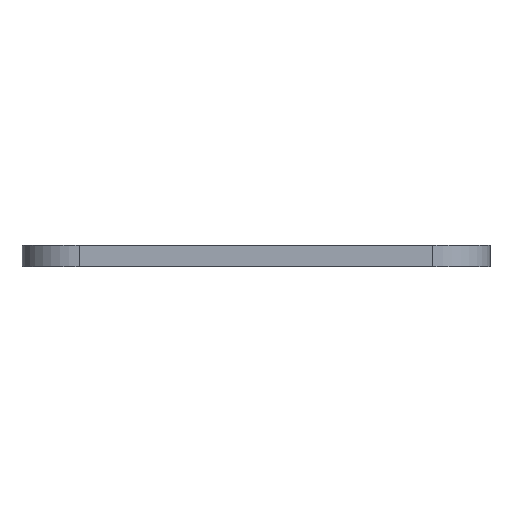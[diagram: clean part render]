
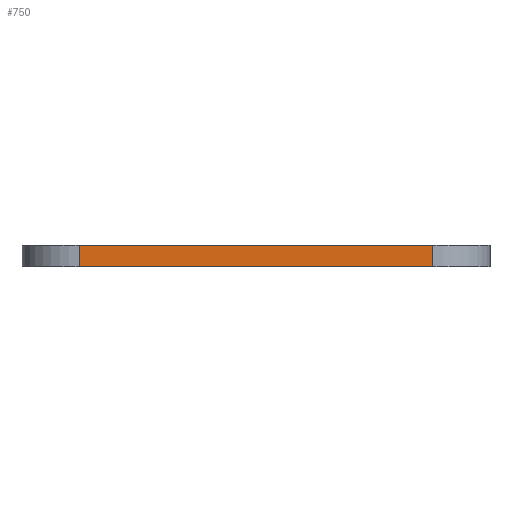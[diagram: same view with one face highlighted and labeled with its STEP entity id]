
A CAD part, left-side view. The second image highlights one B-rep face of the part: STEP entity #750.
In plain terms, the highlighted planar face has unit normal (-1, 0, 0).
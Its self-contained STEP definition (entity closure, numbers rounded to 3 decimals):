
#50=PLANE('',#842);
#86=FACE_OUTER_BOUND('',#129,.T.);
#129=EDGE_LOOP('',(#663,#664,#665,#666));
#200=LINE('',#1251,#270);
#205=LINE('',#1266,#275);
#206=LINE('',#1270,#276);
#207=LINE('',#1272,#277);
#270=VECTOR('',#1030,10.);
#275=VECTOR('',#1047,10.);
#276=VECTOR('',#1052,10.);
#277=VECTOR('',#1055,10.);
#380=VERTEX_POINT('',#1248);
#381=VERTEX_POINT('',#1250);
#385=VERTEX_POINT('',#1264);
#386=VERTEX_POINT('',#1268);
#480=EDGE_CURVE('',#381,#380,#200,.T.);
#488=EDGE_CURVE('',#385,#380,#205,.T.);
#490=EDGE_CURVE('',#381,#386,#206,.T.);
#491=EDGE_CURVE('',#386,#385,#207,.T.);
#663=ORIENTED_EDGE('',*,*,#488,.F.);
#664=ORIENTED_EDGE('',*,*,#491,.F.);
#665=ORIENTED_EDGE('',*,*,#490,.F.);
#666=ORIENTED_EDGE('',*,*,#480,.T.);
#750=ADVANCED_FACE('',(#86),#50,.T.);
#842=AXIS2_PLACEMENT_3D('',#1271,#1053,#1054);
#1030=DIRECTION('',(0.,-1.,0.));
#1047=DIRECTION('',(0.,0.,-1.));
#1052=DIRECTION('',(0.,0.,1.));
#1053=DIRECTION('center_axis',(-1.,0.,0.));
#1054=DIRECTION('ref_axis',(0.,-1.,0.));
#1055=DIRECTION('',(0.,-1.,0.));
#1248=CARTESIAN_POINT('',(-35.5,-10.,0.));
#1250=CARTESIAN_POINT('',(-35.5,10.,0.));
#1251=CARTESIAN_POINT('',(-35.5,13.25,0.));
#1264=CARTESIAN_POINT('',(-35.5,-10.,1.2));
#1266=CARTESIAN_POINT('',(-35.5,-10.,0.));
#1268=CARTESIAN_POINT('',(-35.5,10.,1.2));
#1270=CARTESIAN_POINT('',(-35.5,10.,0.));
#1271=CARTESIAN_POINT('Origin',(-35.5,13.25,0.));
#1272=CARTESIAN_POINT('',(-35.5,13.25,1.2));
